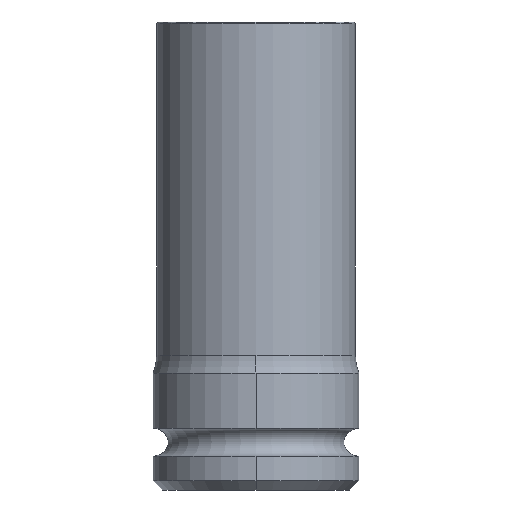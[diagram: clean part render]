
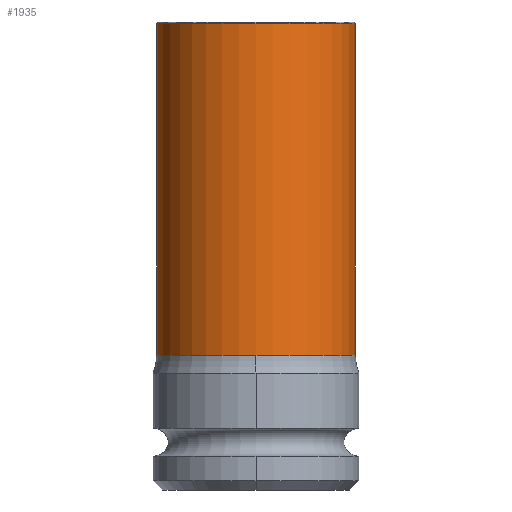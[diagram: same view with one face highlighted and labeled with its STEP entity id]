
A CAD part, left-side view. The second image highlights one B-rep face of the part: STEP entity #1935.
In plain terms, the highlighted cylindrical face has radius 21.25 mm (diameter 42.5 mm), a partial arc.
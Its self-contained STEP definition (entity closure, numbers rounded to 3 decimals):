
#339=DIRECTION('',(0.,0.,1.));
#340=VECTOR('',#339,70.9);
#341=CARTESIAN_POINT('',(0.,21.25,28.8));
#342=LINE('',#341,#340);
#343=DIRECTION('',(0.,0.,1.));
#344=VECTOR('',#343,70.9);
#345=CARTESIAN_POINT('',(0.,-21.25,28.8));
#346=LINE('',#345,#344);
#829=CARTESIAN_POINT('',(0.,0.,99.7));
#830=DIRECTION('',(0.,0.,1.));
#831=DIRECTION('',(0.,1.,0.));
#832=AXIS2_PLACEMENT_3D('',#829,#830,#831);
#834=CARTESIAN_POINT('',(0.,0.,28.8));
#835=DIRECTION('',(0.,0.,1.));
#836=DIRECTION('',(-1.,0.,0.));
#837=AXIS2_PLACEMENT_3D('',#834,#835,#836);
#839=CARTESIAN_POINT('',(0.,0.,28.8));
#840=DIRECTION('',(0.,0.,1.));
#841=DIRECTION('',(0.,1.,0.));
#842=AXIS2_PLACEMENT_3D('',#839,#840,#841);
#963=CARTESIAN_POINT('',(0.,21.25,28.8));
#964=CARTESIAN_POINT('',(-21.25,0.,28.8));
#965=VERTEX_POINT('',#963);
#966=VERTEX_POINT('',#964);
#967=CARTESIAN_POINT('',(0.,-21.25,28.8));
#968=VERTEX_POINT('',#967);
#998=CARTESIAN_POINT('',(0.,-21.25,99.7));
#999=CARTESIAN_POINT('',(0.,21.25,99.7));
#1000=VERTEX_POINT('',#998);
#1001=VERTEX_POINT('',#999);
#1922=CARTESIAN_POINT('',(0.,0.,21.25));
#1923=DIRECTION('',(0.,0.,1.));
#1924=DIRECTION('',(0.,1.,0.));
#1925=AXIS2_PLACEMENT_3D('',#1922,#1923,#1924);
#1926=CYLINDRICAL_SURFACE('',#1925,21.25);
#1927=ORIENTED_EDGE('',*,*,#1916,.T.);
#1928=ORIENTED_EDGE('',*,*,#1304,.F.);
#1929=ORIENTED_EDGE('',*,*,#1289,.F.);
#1931=ORIENTED_EDGE('',*,*,#1930,.F.);
#1932=ORIENTED_EDGE('',*,*,#1301,.T.);
#1933=EDGE_LOOP('',(#1927,#1928,#1929,#1931,#1932));
#1934=FACE_OUTER_BOUND('',#1933,.F.);
#1935=ADVANCED_FACE('',(#1934),#1926,.T.);
#833=CIRCLE('',#832,21.25);
#838=CIRCLE('',#837,21.25);
#843=CIRCLE('',#842,21.25);
#1289=EDGE_CURVE('',#966,#968,#838,.T.);
#1301=EDGE_CURVE('',#965,#1001,#342,.T.);
#1304=EDGE_CURVE('',#968,#1000,#346,.T.);
#1916=EDGE_CURVE('',#1001,#1000,#833,.T.);
#1930=EDGE_CURVE('',#965,#966,#843,.T.);
